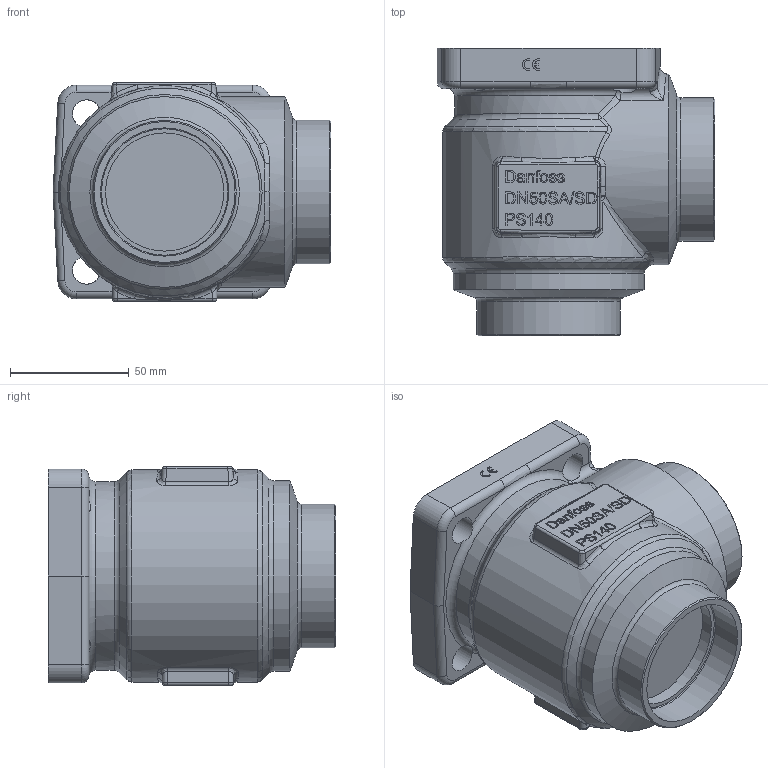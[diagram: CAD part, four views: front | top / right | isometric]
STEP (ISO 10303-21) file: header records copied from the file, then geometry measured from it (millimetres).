
FILE_DESCRIPTION(/* description */ ('SVL-140B 50 SA/SD ANG'),/* implementation_level */ '2;1');
FILE_NAME(/* name */ 'WEB148B6861.step',/* time_stamp */ '2023-03-13T06:30:39+01:00',/* author */ ('U415368'),/* organization */ (''),/* preprocessor_version */ 'ST-DEVELOPER v16.1',/* originating_system */ 'Autodesk Inventor 2016',/* authorisation */ '');
FILE_SCHEMA (('AUTOMOTIVE_DESIGN { 1 0 10303 214 3 1 1 }'));
Length unit declared in the file: millimetre
Products named in the file (1): WEB148B6861
Bounding box: 116.96 x 121 x 92 mm (x, y, z)
Volume: 702335.2 mm3; surface area: 65631.6 mm2
Topology: 1 solids, 1 shells, 683 faces, 1795 edges, 1161 vertices
Faces by surface type: bspline 310, plane 283, cylinder 57, torus 19, cone 10, sphere 4
Full cylindrical faces by diameter (mm): 11.835 x4, 49.8 x1, 54 x2, 60.3 x2, 63.6 x1, 74.9 x1, 80.3 x2
Entity records: 27835 total; most frequent: CARTESIAN_POINT 13041, ORIENTED_EDGE 3518, DIRECTION 2112, EDGE_CURVE 1759, VERTEX_POINT 1153, LINE 948, VECTOR 948, EDGE_LOOP 766
